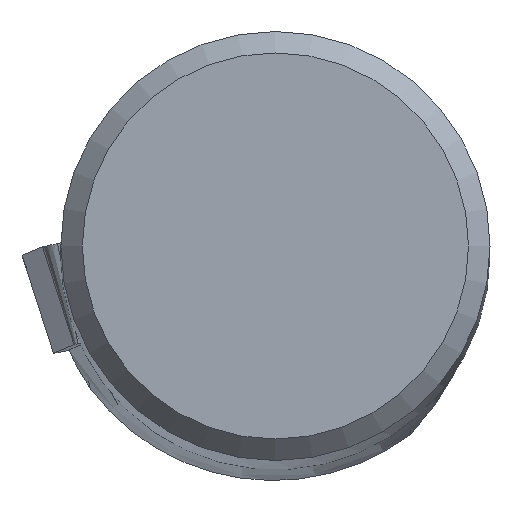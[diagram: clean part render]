
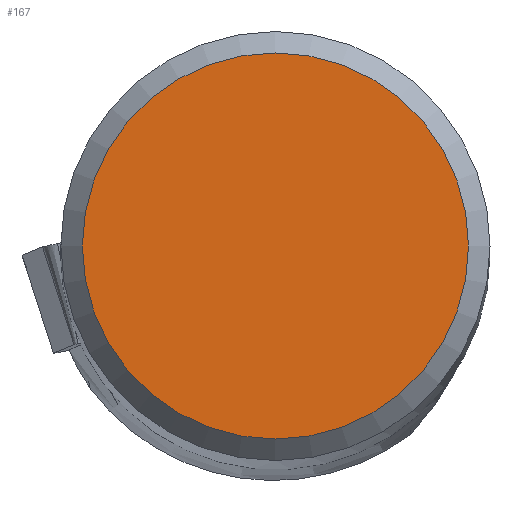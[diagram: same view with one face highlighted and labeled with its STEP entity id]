
A CAD part, top view. The second image highlights one B-rep face of the part: STEP entity #167.
In plain terms, the highlighted planar face has unit normal (0, 0, 1).
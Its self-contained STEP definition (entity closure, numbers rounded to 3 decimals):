
#137=FACE_OUTER_BOUND('',#315,.T.);
#167=ADVANCED_FACE('',(#137),#190,.T.);
#190=PLANE('',#762);
#315=EDGE_LOOP('',(#429));
#429=ORIENTED_EDGE('',*,*,#596,.T.);
#529=VERTEX_POINT('',#1195);
#596=EDGE_CURVE('',#529,#529,#634,.T.);
#634=CIRCLE('',#761,4.494);
#761=AXIS2_PLACEMENT_3D('',#1194,#917,#918);
#762=AXIS2_PLACEMENT_3D('',#1196,#919,#920);
#917=DIRECTION('',(0.,0.,1.));
#918=DIRECTION('',(1.,0.,0.));
#919=DIRECTION('',(0.,0.,1.));
#920=DIRECTION('',(1.,0.,0.));
#1194=CARTESIAN_POINT('',(0.,0.,0.));
#1195=CARTESIAN_POINT('',(4.494,0.,0.));
#1196=CARTESIAN_POINT('',(0.,0.,
0.));
